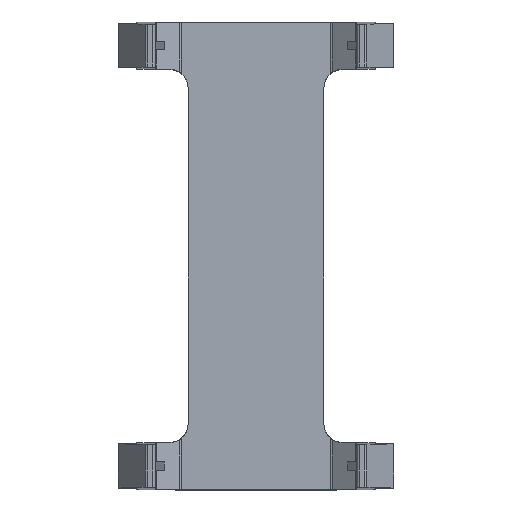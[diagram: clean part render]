
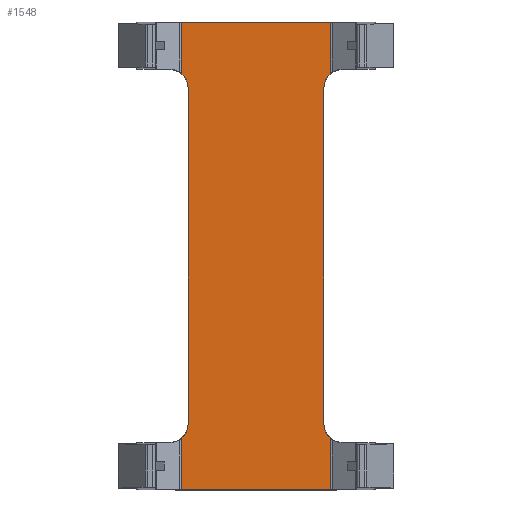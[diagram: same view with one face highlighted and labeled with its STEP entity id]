
A CAD part, top view. The second image highlights one B-rep face of the part: STEP entity #1548.
In plain terms, the highlighted planar face has unit normal (0, 0, 1).
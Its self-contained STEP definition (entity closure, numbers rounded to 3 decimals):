
#61=ELLIPSE('',#1645,2.,2.);
#62=ELLIPSE('',#1646,2.,2.);
#63=ELLIPSE('',#1647,2.,2.);
#64=ELLIPSE('',#1648,2.,2.);
#133=ORIENTED_EDGE('',*,*,#613,.F.);
#134=ORIENTED_EDGE('',*,*,#614,.F.);
#135=ORIENTED_EDGE('',*,*,#615,.F.);
#136=ORIENTED_EDGE('',*,*,#616,.F.);
#137=ORIENTED_EDGE('',*,*,#617,.F.);
#138=ORIENTED_EDGE('',*,*,#618,.F.);
#139=ORIENTED_EDGE('',*,*,#619,.T.);
#140=ORIENTED_EDGE('',*,*,#620,.T.);
#141=ORIENTED_EDGE('',*,*,#621,.T.);
#142=ORIENTED_EDGE('',*,*,#622,.T.);
#143=ORIENTED_EDGE('',*,*,#623,.T.);
#144=ORIENTED_EDGE('',*,*,#624,.T.);
#613=EDGE_CURVE('',#853,#854,#1012,.T.);
#614=EDGE_CURVE('',#855,#853,#1013,.T.);
#615=EDGE_CURVE('',#856,#855,#61,.T.);
#616=EDGE_CURVE('',#857,#856,#1014,.T.);
#617=EDGE_CURVE('',#858,#857,#62,.T.);
#618=EDGE_CURVE('',#859,#858,#1015,.T.);
#619=EDGE_CURVE('',#859,#860,#1016,.T.);
#620=EDGE_CURVE('',#860,#861,#1017,.T.);
#621=EDGE_CURVE('',#861,#862,#63,.T.);
#622=EDGE_CURVE('',#862,#863,#1018,.T.);
#623=EDGE_CURVE('',#863,#864,#64,.T.);
#624=EDGE_CURVE('',#864,#854,#1019,.T.);
#853=VERTEX_POINT('',#2288);
#854=VERTEX_POINT('',#2289);
#855=VERTEX_POINT('',#2291);
#856=VERTEX_POINT('',#2293);
#857=VERTEX_POINT('',#2295);
#858=VERTEX_POINT('',#2297);
#859=VERTEX_POINT('',#2299);
#860=VERTEX_POINT('',#2301);
#861=VERTEX_POINT('',#2303);
#862=VERTEX_POINT('',#2305);
#863=VERTEX_POINT('',#2307);
#864=VERTEX_POINT('',#2309);
#1012=LINE('',#2287,#1180);
#1013=LINE('',#2290,#1181);
#1014=LINE('',#2294,#1182);
#1015=LINE('',#2298,#1183);
#1016=LINE('',#2300,#1184);
#1017=LINE('',#2302,#1185);
#1018=LINE('',#2306,#1186);
#1019=LINE('',#2310,#1187);
#1180=VECTOR('',#1813,1000.);
#1181=VECTOR('',#1814,1000.);
#1182=VECTOR('',#1817,1000.);
#1183=VECTOR('',#1820,1000.);
#1184=VECTOR('',#1821,1000.);
#1185=VECTOR('',#1822,1000.);
#1186=VECTOR('',#1825,1000.);
#1187=VECTOR('',#1828,1000.);
#1334=EDGE_LOOP('',(#133,#134,#135,#136,#137,#138,#139,#140,#141,#142,#143,
#144));
#1416=FACE_BOUND('',#1334,.T.);
#1498=PLANE('',#1644);
#1548=ADVANCED_FACE('',(#1416),#1498,.F.);
#1644=AXIS2_PLACEMENT_3D('',#2286,#1811,#1812);
#1645=AXIS2_PLACEMENT_3D('',#2292,#1815,#1816);
#1646=AXIS2_PLACEMENT_3D('',#2296,#1818,#1819);
#1647=AXIS2_PLACEMENT_3D('',#2304,#1823,#1824);
#1648=AXIS2_PLACEMENT_3D('',#2308,#1826,#1827);
#1811=DIRECTION('',(0.,0.,-1.));
#1812=DIRECTION('',(-1.,0.,0.));
#1813=DIRECTION('',(1.,0.,0.));
#1814=DIRECTION('',(0.,1.,0.));
#1815=DIRECTION('',(0.,0.,1.));
#1816=DIRECTION('',(0.,-1.,0.));
#1817=DIRECTION('',(0.,1.,0.));
#1818=DIRECTION('',(0.,0.,1.));
#1819=DIRECTION('',(0.,-1.,0.));
#1820=DIRECTION('',(0.,1.,0.));
#1821=DIRECTION('',(1.,0.,0.));
#1822=DIRECTION('',(0.,1.,0.));
#1823=DIRECTION('',(0.,0.,-1.));
#1824=DIRECTION('',(0.,-1.,0.));
#1825=DIRECTION('',(0.,1.,0.));
#1826=DIRECTION('',(0.,0.,-1.));
#1827=DIRECTION('',(0.,-1.,0.));
#1828=DIRECTION('',(0.,1.,0.));
#2286=CARTESIAN_POINT('',(4.123,-2.6,2.));
#2287=CARTESIAN_POINT('',(4.123,48.365,2.));
#2288=CARTESIAN_POINT('',(-8.148,48.365,2.));
#2289=CARTESIAN_POINT('',(8.148,48.365,2.));
#2290=CARTESIAN_POINT('',(-8.148,48.365,2.));
#2291=CARTESIAN_POINT('',(-8.148,42.795,2.));
#2292=CARTESIAN_POINT('',(-9.4,41.235,2.));
#2293=CARTESIAN_POINT('',(-7.4,41.235,2.));
#2294=CARTESIAN_POINT('',(-7.4,22.9,2.));
#2295=CARTESIAN_POINT('',(-7.4,4.565,2.));
#2296=CARTESIAN_POINT('',(-9.4,4.565,2.));
#2297=CARTESIAN_POINT('',(-8.148,3.005,2.));
#2298=CARTESIAN_POINT('',(-8.148,2.565,2.));
#2299=CARTESIAN_POINT('',(-8.148,-2.565,2.));
#2300=CARTESIAN_POINT('',(4.123,-2.565,2.));
#2301=CARTESIAN_POINT('',(8.148,-2.565,2.));
#2302=CARTESIAN_POINT('',(8.148,2.565,2.));
#2303=CARTESIAN_POINT('',(8.148,3.005,2.));
#2304=CARTESIAN_POINT('',(9.4,4.565,2.));
#2305=CARTESIAN_POINT('',(7.4,4.565,2.));
#2306=CARTESIAN_POINT('',(7.4,22.9,2.));
#2307=CARTESIAN_POINT('',(7.4,41.235,2.));
#2308=CARTESIAN_POINT('',(9.4,41.235,2.));
#2309=CARTESIAN_POINT('',(8.148,42.795,2.));
#2310=CARTESIAN_POINT('',(8.148,48.365,2.));
